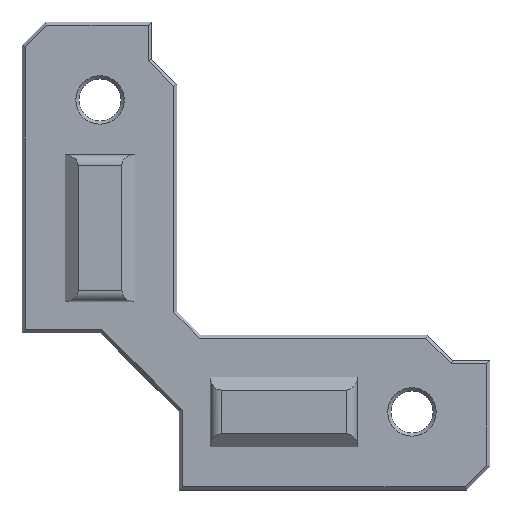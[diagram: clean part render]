
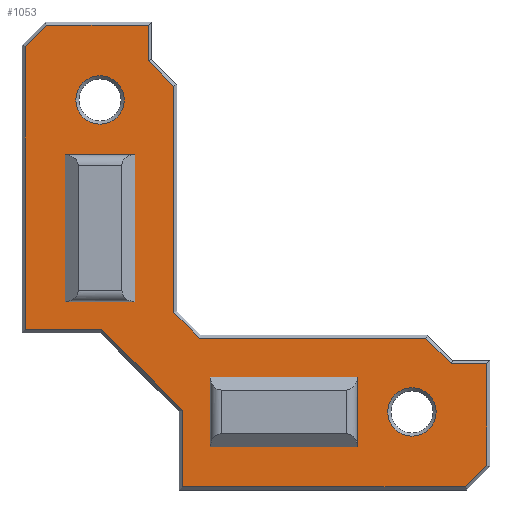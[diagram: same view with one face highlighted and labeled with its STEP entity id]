
A CAD part, top view. The second image highlights one B-rep face of the part: STEP entity #1053.
In plain terms, the highlighted planar face has unit normal (0, 0, 1).
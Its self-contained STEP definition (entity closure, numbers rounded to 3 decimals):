
#31=FACE_BOUND('',#166,.T.);
#32=FACE_BOUND('',#167,.T.);
#33=FACE_BOUND('',#168,.T.);
#34=FACE_BOUND('',#169,.T.);
#36=PLANE('',#1140);
#97=FACE_OUTER_BOUND('',#165,.T.);
#165=EDGE_LOOP('',(#781,#782,#783,#784,#785,#786,#787,#788,#789,#790,#791,
#792,#793,#794,#795,#796));
#166=EDGE_LOOP('',(#797));
#167=EDGE_LOOP('',(#798,#799,#800,#801));
#168=EDGE_LOOP('',(#802,#803,#804,#805));
#169=EDGE_LOOP('',(#806));
#250=LINE('',#1570,#384);
#251=LINE('',#1572,#385);
#252=LINE('',#1574,#386);
#253=LINE('',#1576,#387);
#254=LINE('',#1578,#388);
#255=LINE('',#1580,#389);
#256=LINE('',#1582,#390);
#257=LINE('',#1584,#391);
#258=LINE('',#1586,#392);
#259=LINE('',#1588,#393);
#260=LINE('',#1590,#394);
#261=LINE('',#1592,#395);
#262=LINE('',#1594,#396);
#263=LINE('',#1596,#397);
#264=LINE('',#1598,#398);
#265=LINE('',#1599,#399);
#266=LINE('',#1604,#400);
#267=LINE('',#1606,#401);
#268=LINE('',#1608,#402);
#269=LINE('',#1609,#403);
#270=LINE('',#1612,#404);
#271=LINE('',#1614,#405);
#272=LINE('',#1616,#406);
#273=LINE('',#1617,#407);
#384=VECTOR('',#1260,10.);
#385=VECTOR('',#1261,10.);
#386=VECTOR('',#1262,10.);
#387=VECTOR('',#1263,10.);
#388=VECTOR('',#1264,10.);
#389=VECTOR('',#1265,10.);
#390=VECTOR('',#1266,10.);
#391=VECTOR('',#1267,10.);
#392=VECTOR('',#1268,10.);
#393=VECTOR('',#1269,10.);
#394=VECTOR('',#1270,10.);
#395=VECTOR('',#1271,10.);
#396=VECTOR('',#1272,10.);
#397=VECTOR('',#1273,10.);
#398=VECTOR('',#1274,10.);
#399=VECTOR('',#1275,10.);
#400=VECTOR('',#1278,10.);
#401=VECTOR('',#1279,10.);
#402=VECTOR('',#1280,10.);
#403=VECTOR('',#1281,10.);
#404=VECTOR('',#1282,10.);
#405=VECTOR('',#1283,10.);
#406=VECTOR('',#1284,10.);
#407=VECTOR('',#1285,10.);
#503=CIRCLE('',#1139,3.1);
#504=CIRCLE('',#1141,3.1);
#527=VERTEX_POINT('',#1564);
#528=VERTEX_POINT('',#1568);
#529=VERTEX_POINT('',#1569);
#530=VERTEX_POINT('',#1571);
#531=VERTEX_POINT('',#1573);
#532=VERTEX_POINT('',#1575);
#533=VERTEX_POINT('',#1577);
#534=VERTEX_POINT('',#1579);
#535=VERTEX_POINT('',#1581);
#536=VERTEX_POINT('',#1583);
#537=VERTEX_POINT('',#1585);
#538=VERTEX_POINT('',#1587);
#539=VERTEX_POINT('',#1589);
#540=VERTEX_POINT('',#1591);
#541=VERTEX_POINT('',#1593);
#542=VERTEX_POINT('',#1595);
#543=VERTEX_POINT('',#1597);
#544=VERTEX_POINT('',#1600);
#545=VERTEX_POINT('',#1602);
#546=VERTEX_POINT('',#1603);
#547=VERTEX_POINT('',#1605);
#548=VERTEX_POINT('',#1607);
#549=VERTEX_POINT('',#1610);
#550=VERTEX_POINT('',#1611);
#551=VERTEX_POINT('',#1613);
#552=VERTEX_POINT('',#1615);
#619=EDGE_CURVE('',#527,#527,#503,.T.);
#621=EDGE_CURVE('',#528,#529,#250,.T.);
#622=EDGE_CURVE('',#530,#528,#251,.T.);
#623=EDGE_CURVE('',#531,#530,#252,.T.);
#624=EDGE_CURVE('',#532,#531,#253,.T.);
#625=EDGE_CURVE('',#533,#532,#254,.T.);
#626=EDGE_CURVE('',#534,#533,#255,.T.);
#627=EDGE_CURVE('',#535,#534,#256,.T.);
#628=EDGE_CURVE('',#536,#535,#257,.T.);
#629=EDGE_CURVE('',#537,#536,#258,.T.);
#630=EDGE_CURVE('',#538,#537,#259,.T.);
#631=EDGE_CURVE('',#539,#538,#260,.T.);
#632=EDGE_CURVE('',#540,#539,#261,.T.);
#633=EDGE_CURVE('',#541,#540,#262,.T.);
#634=EDGE_CURVE('',#542,#541,#263,.T.);
#635=EDGE_CURVE('',#543,#542,#264,.T.);
#636=EDGE_CURVE('',#529,#543,#265,.T.);
#637=EDGE_CURVE('',#544,#544,#504,.T.);
#638=EDGE_CURVE('',#545,#546,#266,.T.);
#639=EDGE_CURVE('',#546,#547,#267,.T.);
#640=EDGE_CURVE('',#547,#548,#268,.T.);
#641=EDGE_CURVE('',#548,#545,#269,.T.);
#642=EDGE_CURVE('',#549,#550,#270,.T.);
#643=EDGE_CURVE('',#550,#551,#271,.T.);
#644=EDGE_CURVE('',#551,#552,#272,.T.);
#645=EDGE_CURVE('',#552,#549,#273,.T.);
#781=ORIENTED_EDGE('',*,*,#621,.F.);
#782=ORIENTED_EDGE('',*,*,#622,.F.);
#783=ORIENTED_EDGE('',*,*,#623,.F.);
#784=ORIENTED_EDGE('',*,*,#624,.F.);
#785=ORIENTED_EDGE('',*,*,#625,.F.);
#786=ORIENTED_EDGE('',*,*,#626,.F.);
#787=ORIENTED_EDGE('',*,*,#627,.F.);
#788=ORIENTED_EDGE('',*,*,#628,.F.);
#789=ORIENTED_EDGE('',*,*,#629,.F.);
#790=ORIENTED_EDGE('',*,*,#630,.F.);
#791=ORIENTED_EDGE('',*,*,#631,.F.);
#792=ORIENTED_EDGE('',*,*,#632,.F.);
#793=ORIENTED_EDGE('',*,*,#633,.F.);
#794=ORIENTED_EDGE('',*,*,#634,.F.);
#795=ORIENTED_EDGE('',*,*,#635,.F.);
#796=ORIENTED_EDGE('',*,*,#636,.F.);
#797=ORIENTED_EDGE('',*,*,#637,.F.);
#798=ORIENTED_EDGE('',*,*,#638,.T.);
#799=ORIENTED_EDGE('',*,*,#639,.T.);
#800=ORIENTED_EDGE('',*,*,#640,.T.);
#801=ORIENTED_EDGE('',*,*,#641,.T.);
#802=ORIENTED_EDGE('',*,*,#642,.T.);
#803=ORIENTED_EDGE('',*,*,#643,.T.);
#804=ORIENTED_EDGE('',*,*,#644,.T.);
#805=ORIENTED_EDGE('',*,*,#645,.T.);
#806=ORIENTED_EDGE('',*,*,#619,.F.);
#1053=ADVANCED_FACE('',(#97,#31,#32,#33,#34),#36,.T.);
#1139=AXIS2_PLACEMENT_3D('',#1565,#1255,#1256);
#1140=AXIS2_PLACEMENT_3D('',#1567,#1258,#1259);
#1141=AXIS2_PLACEMENT_3D('',#1601,#1276,#1277);
#1255=DIRECTION('center_axis',(0.,0.,
1.));
#1256=DIRECTION('ref_axis',(1.,0.,0.));
#1258=DIRECTION('center_axis',(0.,0.,
1.));
#1259=DIRECTION('ref_axis',(1.,0.,0.));
#1260=DIRECTION('',(1.,0.,0.));
#1261=DIRECTION('',(0.707,-0.707,0.));
#1262=DIRECTION('',(0.,-1.,0.));
#1263=DIRECTION('',(0.707,-0.707,0.));
#1264=DIRECTION('',(0.,-1.,0.));
#1265=DIRECTION('',(1.,0.,0.));
#1266=DIRECTION('',(0.707,0.707,0.));
#1267=DIRECTION('',(0.,1.,0.));
#1268=DIRECTION('',(-1.,0.,0.));
#1269=DIRECTION('',(-0.707,0.707,0.));
#1270=DIRECTION('',(0.,1.,0.));
#1271=DIRECTION('',(-1.,0.,0.));
#1272=DIRECTION('',(-0.707,-0.707,0.));
#1273=DIRECTION('',(0.,-1.,0.));
#1274=DIRECTION('',(1.,0.,0.));
#1275=DIRECTION('',(0.707,-0.707,0.));
#1276=DIRECTION('center_axis',(0.,0.,
1.));
#1277=DIRECTION('ref_axis',(1.,0.,0.));
#1278=DIRECTION('',(-1.,0.,0.));
#1279=DIRECTION('',(0.,1.,0.));
#1280=DIRECTION('',(1.,0.,0.));
#1281=DIRECTION('',(0.,-1.,0.));
#1282=DIRECTION('',(0.,-1.,0.));
#1283=DIRECTION('',(-1.,0.,0.));
#1284=DIRECTION('',(0.,1.,0.));
#1285=DIRECTION('',(1.,0.,0.));
#1564=CARTESIAN_POINT('',(16.9,-20.,29.));
#1565=CARTESIAN_POINT('Origin',(20.,-20.,29.));
#1567=CARTESIAN_POINT('Origin',(0.,0.,
29.));
#1568=CARTESIAN_POINT('',(-7.228,-10.55,29.));
#1569=CARTESIAN_POINT('',(21.772,-10.55,29.));
#1570=CARTESIAN_POINT('',(10.969,-10.55,29.));
#1571=CARTESIAN_POINT('',(-10.55,-7.228,29.));
#1572=CARTESIAN_POINT('',(-8.117,-9.661,29.));
#1573=CARTESIAN_POINT('',(-10.55,21.772,29.));
#1574=CARTESIAN_POINT('',(-10.55,-3.531,29.));
#1575=CARTESIAN_POINT('',(-13.801,25.023,29.));
#1576=CARTESIAN_POINT('',(-2.411,13.633,29.));
#1577=CARTESIAN_POINT('',(-13.801,29.6,29.));
#1578=CARTESIAN_POINT('',(-13.801,12.595,29.));
#1579=CARTESIAN_POINT('',(-26.834,29.6,29.));
#1580=CARTESIAN_POINT('',(-6.701,29.6,29.));
#1581=CARTESIAN_POINT('',(-29.6,26.834,29.));
#1582=CARTESIAN_POINT('',(-27.467,28.967,29.));
#1583=CARTESIAN_POINT('',(-29.6,-9.45,29.));
#1584=CARTESIAN_POINT('',(-29.6,13.5,29.));
#1585=CARTESIAN_POINT('',(-19.772,-9.45,29.));
#1586=CARTESIAN_POINT('',(-15.,-9.45,29.));
#1587=CARTESIAN_POINT('',(-9.45,-19.772,29.));
#1588=CARTESIAN_POINT('',(-17.133,-12.089,29.));
#1589=CARTESIAN_POINT('',(-9.45,-29.6,29.));
#1590=CARTESIAN_POINT('',(-9.45,-9.969,29.));
#1591=CARTESIAN_POINT('',(26.834,-29.6,29.));
#1592=CARTESIAN_POINT('',(-4.925,-29.6,29.));
#1593=CARTESIAN_POINT('',(29.6,-26.834,29.));
#1594=CARTESIAN_POINT('',(27.467,-28.967,29.));
#1595=CARTESIAN_POINT('',(29.6,-13.801,29.));
#1596=CARTESIAN_POINT('',(29.6,-13.5,29.));
#1597=CARTESIAN_POINT('',(25.023,-13.801,29.));
#1598=CARTESIAN_POINT('',(15.,-13.801,29.));
#1599=CARTESIAN_POINT('',(15.259,-4.036,29.));
#1600=CARTESIAN_POINT('',(-23.1,20.,29.));
#1601=CARTESIAN_POINT('Origin',(-20.,20.,29.));
#1602=CARTESIAN_POINT('',(-15.52,-5.85,29.));
#1603=CARTESIAN_POINT('',(-24.48,-5.85,29.));
#1604=CARTESIAN_POINT('',(-12.24,-5.85,29.));
#1605=CARTESIAN_POINT('',(-24.48,13.,29.));
#1606=CARTESIAN_POINT('',(-24.48,6.5,29.));
#1607=CARTESIAN_POINT('',(-15.52,13.,29.));
#1608=CARTESIAN_POINT('',(-7.76,13.,29.));
#1609=CARTESIAN_POINT('',(-15.52,-2.925,29.));
#1610=CARTESIAN_POINT('',(13.,-15.52,29.));
#1611=CARTESIAN_POINT('',(13.,-24.48,29.));
#1612=CARTESIAN_POINT('',(13.,-12.24,29.));
#1613=CARTESIAN_POINT('',(-5.85,-24.48,29.));
#1614=CARTESIAN_POINT('',(-2.925,-24.48,29.));
#1615=CARTESIAN_POINT('',(-5.85,-15.52,29.));
#1616=CARTESIAN_POINT('',(-5.85,-7.76,29.));
#1617=CARTESIAN_POINT('',(6.5,-15.52,29.));
